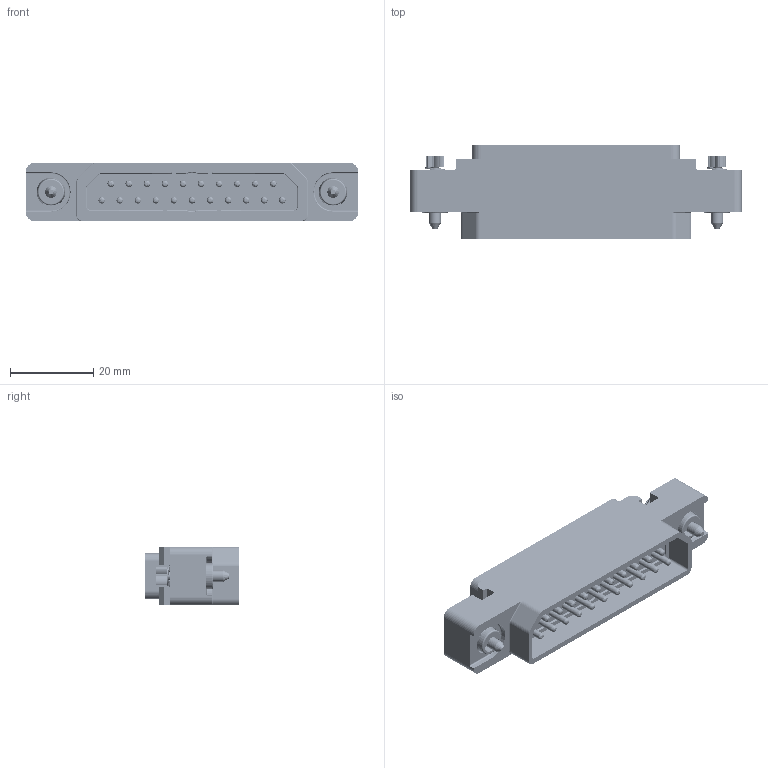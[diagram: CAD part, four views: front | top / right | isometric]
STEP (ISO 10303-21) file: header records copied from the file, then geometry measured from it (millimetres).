
FILE_DESCRIPTION((''),'2;1');
FILE_NAME('1900ND04P1A00E','2020-08-03T',('presta_be4'),(''),'CREO PARAMETRIC BY PTC INC, 2018360','CREO PARAMETRIC BY PTC INC, 2018360','');
FILE_SCHEMA(('CONFIG_CONTROL_DESIGN'));
Products named in the file (1): 1900ND04P1A00E
Bounding box: 80 x 22.76 x 14 mm (x, y, z)
Volume: 13982.8 mm3; surface area: 19417.3 mm2
Topology: 24 solids, 24 shells, 3575 faces, 8771 edges, 5391 vertices
Faces by surface type: cylinder 1177, plane 1166, torus 646, cone 418, bspline 140, extrusion 28
Entity records: 118256 total; most frequent: CARTESIAN_POINT 33671, DIRECTION 18286, ORIENTED_EDGE 17450, EDGE_CURVE 8725, AXIS2_PLACEMENT_3D 7330, VERTEX_POINT 5391, EDGE_LOOP 3960, CIRCLE 3923
